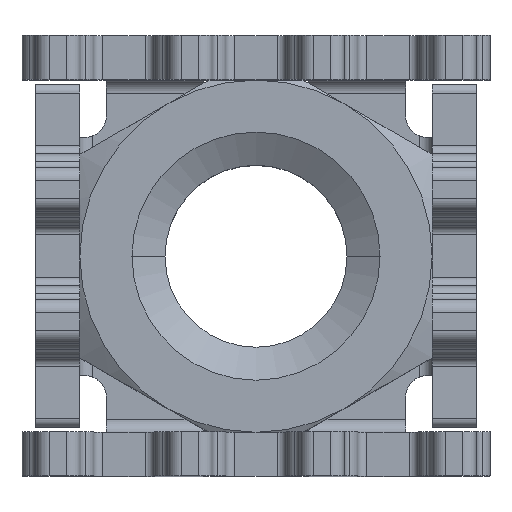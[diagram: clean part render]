
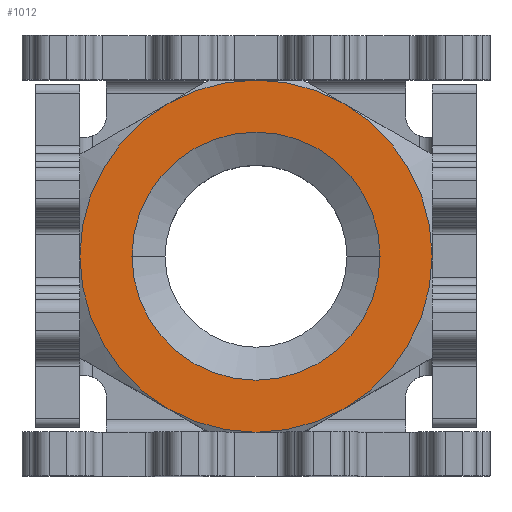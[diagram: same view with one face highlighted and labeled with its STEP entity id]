
A CAD part, top view. The second image highlights one B-rep face of the part: STEP entity #1012.
In plain terms, the highlighted planar face has unit normal (0, 0, 1).
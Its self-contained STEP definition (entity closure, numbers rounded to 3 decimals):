
#98 = EDGE_CURVE ( 'NONE', #4176, #4177, #5375, .T. ) ;
#102 = EDGE_CURVE ( 'NONE', #4177, #4176, #5538, .T. ) ;
#103 = EDGE_CURVE ( 'NONE', #4164, #4175, #5324, .T. ) ;
#104 = EDGE_CURVE ( 'NONE', #4175, #4181, #5513, .T. ) ;
#105 = EDGE_CURVE ( 'NONE', #4181, #4182, #5319, .T. ) ;
#106 = EDGE_CURVE ( 'NONE', #4182, #4183, #5472, .T. ) ;
#107 = EDGE_CURVE ( 'NONE', #4183, #4184, #5343, .T. ) ;
#108 = EDGE_CURVE ( 'NONE', #4184, #4164, #5367, .T. ) ;
#371 = AXIS2_PLACEMENT_3D ( 'NONE', #2706, #2714, #2715 ) ;
#1012 = ADVANCED_FACE ( 'NONE', ( #2710, #2711 ), #2712, .T. ) ;
#2706 = CARTESIAN_POINT ( 'NONE',  ( -4., 2.309, 4. ) ) ;
#2710 = FACE_BOUND ( 'NONE', #8668, .T. ) ;
#2711 = FACE_OUTER_BOUND ( 'NONE', #8428, .T. ) ;
#2712 = PLANE ( 'NONE',  #371 ) ;
#2714 = DIRECTION ( 'NONE',  ( 0., 0., 1. ) ) ;
#2715 = DIRECTION ( 'NONE',  ( 1., 0., 0. ) ) ;
#4164 = VERTEX_POINT ( 'NONE', #7775 ) ;
#4175 = VERTEX_POINT ( 'NONE', #7786 ) ;
#4176 = VERTEX_POINT ( 'NONE', #7787 ) ;
#4177 = VERTEX_POINT ( 'NONE', #7788 ) ;
#4181 = VERTEX_POINT ( 'NONE', #7792 ) ;
#4182 = VERTEX_POINT ( 'NONE', #7793 ) ;
#4183 = VERTEX_POINT ( 'NONE', #7794 ) ;
#4184 = VERTEX_POINT ( 'NONE', #7795 ) ;
#5258 = AXIS2_PLACEMENT_3D ( 'NONE', #7453, #7454, #7455 ) ;
#5319 = CIRCLE ( 'NONE', #5555, 4. ) ;
#5324 = CIRCLE ( 'NONE', #5443, 4. ) ;
#5343 = CIRCLE ( 'NONE', #5553, 4. ) ;
#5367 = CIRCLE ( 'NONE', #5593, 4. ) ;
#5375 = CIRCLE ( 'NONE', #5429, 2.817 ) ;
#5405 = AXIS2_PLACEMENT_3D ( 'NONE', #7465, #7466, #7467 ) ;
#5417 = AXIS2_PLACEMENT_3D ( 'NONE', #7459, #7460, #7461 ) ;
#5429 = AXIS2_PLACEMENT_3D ( 'NONE', #7444, #7445, #7446 ) ;
#5443 = AXIS2_PLACEMENT_3D ( 'NONE', #7456, #7457, #7458 ) ;
#5472 = CIRCLE ( 'NONE', #5405, 4. ) ;
#5513 = CIRCLE ( 'NONE', #5417, 4. ) ;
#5538 = CIRCLE ( 'NONE', #5258, 2.817 ) ;
#5553 = AXIS2_PLACEMENT_3D ( 'NONE', #7468, #7469, #7470 ) ;
#5555 = AXIS2_PLACEMENT_3D ( 'NONE', #7462, #7463, #7464 ) ;
#5593 = AXIS2_PLACEMENT_3D ( 'NONE', #7471, #7472, #7473 ) ;
#7444 = CARTESIAN_POINT ( 'NONE',  ( 0., 0., 4. ) ) ;
#7445 = DIRECTION ( 'NONE',  ( 0., 0., -1. ) ) ;
#7446 = DIRECTION ( 'NONE',  ( 1., 0., 0. ) ) ;
#7453 = CARTESIAN_POINT ( 'NONE',  ( 0., 0., 4. ) ) ;
#7454 = DIRECTION ( 'NONE',  ( 0., 0., -1. ) ) ;
#7455 = DIRECTION ( 'NONE',  ( 1., 0., 0. ) ) ;
#7456 = CARTESIAN_POINT ( 'NONE',  ( 0., 0., 4. ) ) ;
#7457 = DIRECTION ( 'NONE',  ( 0., 0., 1. ) ) ;
#7458 = DIRECTION ( 'NONE',  ( 1., 0., 0. ) ) ;
#7459 = CARTESIAN_POINT ( 'NONE',  ( 0., 0., 4. ) ) ;
#7460 = DIRECTION ( 'NONE',  ( 0., 0., 1. ) ) ;
#7461 = DIRECTION ( 'NONE',  ( 1., 0., 0. ) ) ;
#7462 = CARTESIAN_POINT ( 'NONE',  ( 0., 0., 4. ) ) ;
#7463 = DIRECTION ( 'NONE',  ( 0., 0., 1. ) ) ;
#7464 = DIRECTION ( 'NONE',  ( 1., 0., 0. ) ) ;
#7465 = CARTESIAN_POINT ( 'NONE',  ( 0., 0., 4. ) ) ;
#7466 = DIRECTION ( 'NONE',  ( 0., 0., 1. ) ) ;
#7467 = DIRECTION ( 'NONE',  ( 1., 0., 0. ) ) ;
#7468 = CARTESIAN_POINT ( 'NONE',  ( 0., 0., 4. ) ) ;
#7469 = DIRECTION ( 'NONE',  ( 0., 0., 1. ) ) ;
#7470 = DIRECTION ( 'NONE',  ( 1., 0., 0. ) ) ;
#7471 = CARTESIAN_POINT ( 'NONE',  ( 0., 0., 4. ) ) ;
#7472 = DIRECTION ( 'NONE',  ( 0., 0., 1. ) ) ;
#7473 = DIRECTION ( 'NONE',  ( 1., 0., 0. ) ) ;
#7775 = CARTESIAN_POINT ( 'NONE',  ( 2., -3.464, 4. ) ) ;
#7786 = CARTESIAN_POINT ( 'NONE',  ( 4., 0., 4. ) ) ;
#7787 = CARTESIAN_POINT ( 'NONE',  ( 2.817, 0., 4. ) ) ;
#7788 = CARTESIAN_POINT ( 'NONE',  ( -2.817, 0., 4. ) ) ;
#7792 = CARTESIAN_POINT ( 'NONE',  ( 2., 3.464, 4. ) ) ;
#7793 = CARTESIAN_POINT ( 'NONE',  ( -2., 3.464, 4. ) ) ;
#7794 = CARTESIAN_POINT ( 'NONE',  ( -4., 0., 4. ) ) ;
#7795 = CARTESIAN_POINT ( 'NONE',  ( -2., -3.464, 4. ) ) ;
#8313 = ORIENTED_EDGE ( 'NONE', *, *, #98, .T. ) ;
#8314 = ORIENTED_EDGE ( 'NONE', *, *, #102, .T. ) ;
#8315 = ORIENTED_EDGE ( 'NONE', *, *, #103, .T. ) ;
#8316 = ORIENTED_EDGE ( 'NONE', *, *, #104, .T. ) ;
#8317 = ORIENTED_EDGE ( 'NONE', *, *, #105, .T. ) ;
#8318 = ORIENTED_EDGE ( 'NONE', *, *, #106, .T. ) ;
#8319 = ORIENTED_EDGE ( 'NONE', *, *, #107, .T. ) ;
#8320 = ORIENTED_EDGE ( 'NONE', *, *, #108, .T. ) ;
#8428 = EDGE_LOOP ( 'NONE', ( #8315, #8316, #8317, #8318, #8319, #8320 ) ) ;
#8668 = EDGE_LOOP ( 'NONE', ( #8313, #8314 ) ) ;
